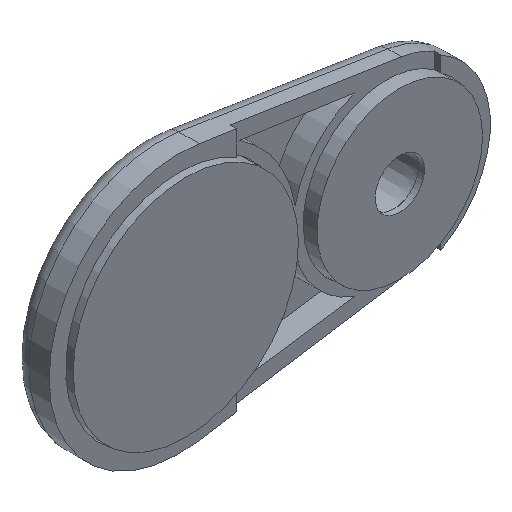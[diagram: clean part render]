
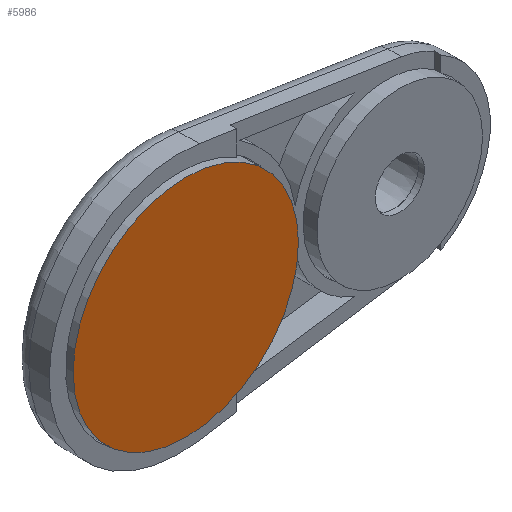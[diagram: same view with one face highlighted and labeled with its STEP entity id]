
A CAD part, isometric view. The second image highlights one B-rep face of the part: STEP entity #5986.
In plain terms, the highlighted planar face has unit normal (0, -1, 0).
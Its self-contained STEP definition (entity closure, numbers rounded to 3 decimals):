
#5921 = CYLINDRICAL_SURFACE('',#5922,34.22);
#5922 = AXIS2_PLACEMENT_3D('',#5923,#5924,#5925);
#5923 = CARTESIAN_POINT('',(0.,7.,0.));
#5924 = DIRECTION('',(0.,1.,0.));
#5925 = DIRECTION('',(0.,-0.,1.));
#5938 = VERTEX_POINT('',#5939);
#5939 = CARTESIAN_POINT('',(0.,0.,34.22));
#5959 = EDGE_CURVE('',#5938,#5938,#5960,.T.);
#5960 = SURFACE_CURVE('',#5961,(#5966,#5973),.PCURVE_S1.);
#5961 = CIRCLE('',#5962,34.22);
#5962 = AXIS2_PLACEMENT_3D('',#5963,#5964,#5965);
#5963 = CARTESIAN_POINT('',(0.,0.,0.));
#5964 = DIRECTION('',(0.,1.,0.));
#5965 = DIRECTION('',(0.,-0.,1.));
#5966 = PCURVE('',#5921,#5967);
#5967 = DEFINITIONAL_REPRESENTATION('',(#5968),#5972);
#5968 = LINE('',#5969,#5970);
#5969 = CARTESIAN_POINT('',(0.,-7.));
#5970 = VECTOR('',#5971,1.);
#5971 = DIRECTION('',(1.,0.));
#5972 = ( GEOMETRIC_REPRESENTATION_CONTEXT(2) 
PARAMETRIC_REPRESENTATION_CONTEXT() REPRESENTATION_CONTEXT('2D SPACE',''
  ) );
#5973 = PCURVE('',#5974,#5979);
#5974 = PLANE('',#5975);
#5975 = AXIS2_PLACEMENT_3D('',#5976,#5977,#5978);
#5976 = CARTESIAN_POINT('',(0.,0.,0.));
#5977 = DIRECTION('',(0.,1.,0.));
#5978 = DIRECTION('',(0.,-0.,1.));
#5979 = DEFINITIONAL_REPRESENTATION('',(#5980),#5984);
#5980 = CIRCLE('',#5981,34.22);
#5981 = AXIS2_PLACEMENT_2D('',#5982,#5983);
#5982 = CARTESIAN_POINT('',(0.,0.));
#5983 = DIRECTION('',(1.,0.));
#5984 = ( GEOMETRIC_REPRESENTATION_CONTEXT(2) 
PARAMETRIC_REPRESENTATION_CONTEXT() REPRESENTATION_CONTEXT('2D SPACE',''
  ) );
#5986 = ADVANCED_FACE('',(#5987),#5974,.F.);
#5987 = FACE_BOUND('',#5988,.T.);
#5988 = EDGE_LOOP('',(#5989));
#5989 = ORIENTED_EDGE('',*,*,#5959,.F.);
